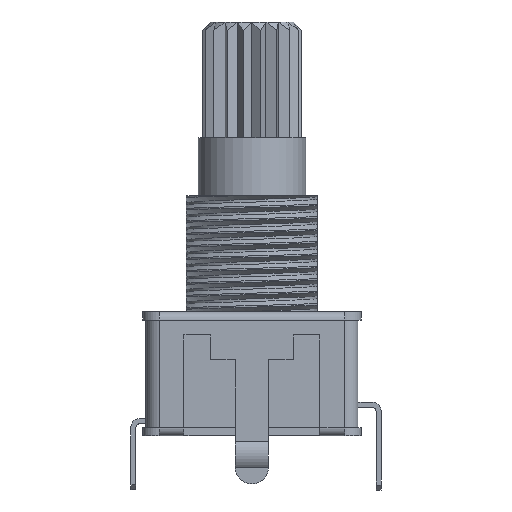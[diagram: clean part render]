
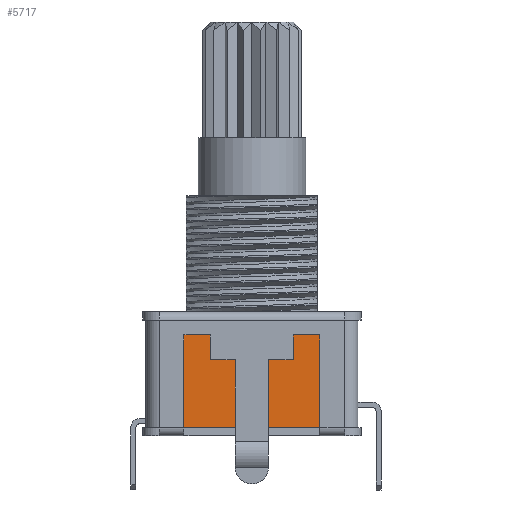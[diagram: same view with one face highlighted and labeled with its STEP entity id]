
A CAD part, left-side view. The second image highlights one B-rep face of the part: STEP entity #5717.
In plain terms, the highlighted planar face has unit normal (-1, 0, 0).
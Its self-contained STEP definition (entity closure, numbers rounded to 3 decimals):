
#730 = PLANE('',#731);
#731 = AXIS2_PLACEMENT_3D('',#732,#733,#734);
#732 = CARTESIAN_POINT('',(0.,0.25,
    0.513));
#733 = DIRECTION('',(0.,0.,1.));
#734 = DIRECTION('',(0.,-1.,0.));
#2548 = VERTEX_POINT('',#2549);
#2549 = CARTESIAN_POINT('',(-5.5,5.65,
    0.513));
#2564 = CYLINDRICAL_SURFACE('',#2565,1.);
#2565 = AXIS2_PLACEMENT_3D('',#2566,#2567,#2568);
#2566 = CARTESIAN_POINT('',(-4.5,5.65,
    7.013));
#2567 = DIRECTION('',(0.,0.,1.));
#2568 = DIRECTION('',(0.,-1.,0.));
#2785 = VERTEX_POINT('',#2786);
#2786 = CARTESIAN_POINT('',(-5.5,-5.35,
    0.513));
#2801 = CYLINDRICAL_SURFACE('',#2802,0.8);
#2802 = AXIS2_PLACEMENT_3D('',#2803,#2804,#2805);
#2803 = CARTESIAN_POINT('',(-4.7,-5.35,
    7.013));
#2804 = DIRECTION('',(0.,0.,-1.));
#2805 = DIRECTION('',(0.,1.,0.));
#2835 = EDGE_CURVE('',#2548,#2785,#2836,.T.);
#2836 = SURFACE_CURVE('',#2837,(#2841,#2848),.PCURVE_S1.);
#2837 = LINE('',#2838,#2839);
#2838 = CARTESIAN_POINT('',(-5.5,0.25,
    0.513));
#2839 = VECTOR('',#2840,1.);
#2840 = DIRECTION('',(0.,-1.,0.));
#2841 = PCURVE('',#730,#2842);
#2842 = DEFINITIONAL_REPRESENTATION('',(#2843),#2847);
#2843 = LINE('',#2844,#2845);
#2844 = CARTESIAN_POINT('',(0.,-5.5));
#2845 = VECTOR('',#2846,1.);
#2846 = DIRECTION('',(1.,0.));
#2847 = ( GEOMETRIC_REPRESENTATION_CONTEXT(2) 
PARAMETRIC_REPRESENTATION_CONTEXT() REPRESENTATION_CONTEXT('2D SPACE',''
  ) );
#2848 = PCURVE('',#2849,#2854);
#2849 = PLANE('',#2850);
#2850 = AXIS2_PLACEMENT_3D('',#2851,#2852,#2853);
#2851 = CARTESIAN_POINT('',(-5.5,-5.35,
    7.013));
#2852 = DIRECTION('',(-1.,0.,0.));
#2853 = DIRECTION('',(0.,-1.,0.));
#2854 = DEFINITIONAL_REPRESENTATION('',(#2855),#2859);
#2855 = LINE('',#2856,#2857);
#2856 = CARTESIAN_POINT('',(-5.6,-6.5));
#2857 = VECTOR('',#2858,1.);
#2858 = DIRECTION('',(1.,0.));
#2859 = ( GEOMETRIC_REPRESENTATION_CONTEXT(2) 
PARAMETRIC_REPRESENTATION_CONTEXT() REPRESENTATION_CONTEXT('2D SPACE',''
  ) );
#5258 = PLANE('',#5259);
#5259 = AXIS2_PLACEMENT_3D('',#5260,#5261,#5262);
#5260 = CARTESIAN_POINT('',(0.,0.25,
    7.013));
#5261 = DIRECTION('',(0.,0.,1.));
#5262 = DIRECTION('',(0.,-1.,0.));
#5584 = EDGE_CURVE('',#5585,#2548,#5587,.T.);
#5585 = VERTEX_POINT('',#5586);
#5586 = CARTESIAN_POINT('',(-5.5,5.65,
    7.013));
#5587 = SURFACE_CURVE('',#5588,(#5592,#5621),.PCURVE_S1.);
#5588 = LINE('',#5589,#5590);
#5589 = CARTESIAN_POINT('',(-5.5,5.65,
    7.013));
#5590 = VECTOR('',#5591,1.);
#5591 = DIRECTION('',(0.,0.,-1.));
#5592 = PCURVE('',#2564,#5593);
#5593 = DEFINITIONAL_REPRESENTATION('',(#5594),#5620);
#5594 = B_SPLINE_CURVE_WITH_KNOTS('',3,(#5595,#5596,#5597,#5598,#5599,
    #5600,#5601,#5602,#5603,#5604,#5605,#5606,#5607,#5608,#5609,#5610,
    #5611,#5612,#5613,#5614,#5615,#5616,#5617,#5618,#5619),
  .UNSPECIFIED.,.F.,.F.,(4,1,1,1,1,1,1,1,1,1,1,1,1,1,1,1,1,1,1,1,1,1,4),
  (0.,0.295,0.591,0.886,1.182,
    1.477,1.773,2.068,2.364,
    2.659,2.955,3.25,3.545,3.841,
    4.136,4.432,4.727,5.023,
    5.318,5.614,5.909,6.205,6.5),
  .QUASI_UNIFORM_KNOTS.);
#5595 = CARTESIAN_POINT('',(4.712,0.));
#5596 = CARTESIAN_POINT('',(4.712,-0.098));
#5597 = CARTESIAN_POINT('',(4.712,-0.295));
#5598 = CARTESIAN_POINT('',(4.712,-0.591));
#5599 = CARTESIAN_POINT('',(4.712,-0.886));
#5600 = CARTESIAN_POINT('',(4.712,-1.182));
#5601 = CARTESIAN_POINT('',(4.712,-1.477));
#5602 = CARTESIAN_POINT('',(4.712,-1.773));
#5603 = CARTESIAN_POINT('',(4.712,-2.068));
#5604 = CARTESIAN_POINT('',(4.712,-2.364));
#5605 = CARTESIAN_POINT('',(4.712,-2.659));
#5606 = CARTESIAN_POINT('',(4.712,-2.955));
#5607 = CARTESIAN_POINT('',(4.712,-3.25));
#5608 = CARTESIAN_POINT('',(4.712,-3.545));
#5609 = CARTESIAN_POINT('',(4.712,-3.841));
#5610 = CARTESIAN_POINT('',(4.712,-4.136));
#5611 = CARTESIAN_POINT('',(4.712,-4.432));
#5612 = CARTESIAN_POINT('',(4.712,-4.727));
#5613 = CARTESIAN_POINT('',(4.712,-5.023));
#5614 = CARTESIAN_POINT('',(4.712,-5.318));
#5615 = CARTESIAN_POINT('',(4.712,-5.614));
#5616 = CARTESIAN_POINT('',(4.712,-5.909));
#5617 = CARTESIAN_POINT('',(4.712,-6.205));
#5618 = CARTESIAN_POINT('',(4.712,-6.402));
#5619 = CARTESIAN_POINT('',(4.712,-6.5));
#5620 = ( GEOMETRIC_REPRESENTATION_CONTEXT(2) 
PARAMETRIC_REPRESENTATION_CONTEXT() REPRESENTATION_CONTEXT('2D SPACE',''
  ) );
#5621 = PCURVE('',#2849,#5622);
#5622 = DEFINITIONAL_REPRESENTATION('',(#5623),#5627);
#5623 = LINE('',#5624,#5625);
#5624 = CARTESIAN_POINT('',(-11.,0.));
#5625 = VECTOR('',#5626,1.);
#5626 = DIRECTION('',(0.,-1.));
#5627 = ( GEOMETRIC_REPRESENTATION_CONTEXT(2) 
PARAMETRIC_REPRESENTATION_CONTEXT() REPRESENTATION_CONTEXT('2D SPACE',''
  ) );
#5717 = ADVANCED_FACE('',(#5718),#2849,.T.);
#5718 = FACE_BOUND('',#5719,.T.);
#5719 = EDGE_LOOP('',(#5720,#5765,#5786,#5787));
#5720 = ORIENTED_EDGE('',*,*,#5721,.T.);
#5721 = EDGE_CURVE('',#2785,#5722,#5724,.T.);
#5722 = VERTEX_POINT('',#5723);
#5723 = CARTESIAN_POINT('',(-5.5,-5.35,
    7.013));
#5724 = SURFACE_CURVE('',#5725,(#5729,#5736),.PCURVE_S1.);
#5725 = LINE('',#5726,#5727);
#5726 = CARTESIAN_POINT('',(-5.5,-5.35,
    7.013));
#5727 = VECTOR('',#5728,1.);
#5728 = DIRECTION('',(0.,0.,1.));
#5729 = PCURVE('',#2849,#5730);
#5730 = DEFINITIONAL_REPRESENTATION('',(#5731),#5735);
#5731 = LINE('',#5732,#5733);
#5732 = CARTESIAN_POINT('',(0.,0.));
#5733 = VECTOR('',#5734,1.);
#5734 = DIRECTION('',(0.,1.));
#5735 = ( GEOMETRIC_REPRESENTATION_CONTEXT(2) 
PARAMETRIC_REPRESENTATION_CONTEXT() REPRESENTATION_CONTEXT('2D SPACE',''
  ) );
#5736 = PCURVE('',#2801,#5737);
#5737 = DEFINITIONAL_REPRESENTATION('',(#5738),#5764);
#5738 = B_SPLINE_CURVE_WITH_KNOTS('',3,(#5739,#5740,#5741,#5742,#5743,
    #5744,#5745,#5746,#5747,#5748,#5749,#5750,#5751,#5752,#5753,#5754,
    #5755,#5756,#5757,#5758,#5759,#5760,#5761,#5762,#5763),
  .UNSPECIFIED.,.F.,.F.,(4,1,1,1,1,1,1,1,1,1,1,1,1,1,1,1,1,1,1,1,1,1,4),
  (-6.5,-6.205,-5.909,-5.614,-5.318,
    -5.023,-4.727,-4.432,-4.136,
    -3.841,-3.545,-3.25,-2.955,
    -2.659,-2.364,-2.068,-1.773,
    -1.477,-1.182,-0.886,-0.591,
    -0.295,0.),.UNSPECIFIED.);
#5739 = CARTESIAN_POINT('',(4.712,6.5));
#5740 = CARTESIAN_POINT('',(4.712,6.402));
#5741 = CARTESIAN_POINT('',(4.712,6.205));
#5742 = CARTESIAN_POINT('',(4.712,5.909));
#5743 = CARTESIAN_POINT('',(4.712,5.614));
#5744 = CARTESIAN_POINT('',(4.712,5.318));
#5745 = CARTESIAN_POINT('',(4.712,5.023));
#5746 = CARTESIAN_POINT('',(4.712,4.727));
#5747 = CARTESIAN_POINT('',(4.712,4.432));
#5748 = CARTESIAN_POINT('',(4.712,4.136));
#5749 = CARTESIAN_POINT('',(4.712,3.841));
#5750 = CARTESIAN_POINT('',(4.712,3.545));
#5751 = CARTESIAN_POINT('',(4.712,3.25));
#5752 = CARTESIAN_POINT('',(4.712,2.955));
#5753 = CARTESIAN_POINT('',(4.712,2.659));
#5754 = CARTESIAN_POINT('',(4.712,2.364));
#5755 = CARTESIAN_POINT('',(4.712,2.068));
#5756 = CARTESIAN_POINT('',(4.712,1.773));
#5757 = CARTESIAN_POINT('',(4.712,1.477));
#5758 = CARTESIAN_POINT('',(4.712,1.182));
#5759 = CARTESIAN_POINT('',(4.712,0.886));
#5760 = CARTESIAN_POINT('',(4.712,0.591));
#5761 = CARTESIAN_POINT('',(4.712,0.295));
#5762 = CARTESIAN_POINT('',(4.712,0.098));
#5763 = CARTESIAN_POINT('',(4.712,0.));
#5764 = ( GEOMETRIC_REPRESENTATION_CONTEXT(2) 
PARAMETRIC_REPRESENTATION_CONTEXT() REPRESENTATION_CONTEXT('2D SPACE',''
  ) );
#5765 = ORIENTED_EDGE('',*,*,#5766,.T.);
#5766 = EDGE_CURVE('',#5722,#5585,#5767,.T.);
#5767 = SURFACE_CURVE('',#5768,(#5772,#5779),.PCURVE_S1.);
#5768 = LINE('',#5769,#5770);
#5769 = CARTESIAN_POINT('',(-5.5,-5.35,
    7.013));
#5770 = VECTOR('',#5771,1.);
#5771 = DIRECTION('',(0.,1.,0.));
#5772 = PCURVE('',#2849,#5773);
#5773 = DEFINITIONAL_REPRESENTATION('',(#5774),#5778);
#5774 = LINE('',#5775,#5776);
#5775 = CARTESIAN_POINT('',(0.,0.));
#5776 = VECTOR('',#5777,1.);
#5777 = DIRECTION('',(-1.,0.));
#5778 = ( GEOMETRIC_REPRESENTATION_CONTEXT(2) 
PARAMETRIC_REPRESENTATION_CONTEXT() REPRESENTATION_CONTEXT('2D SPACE',''
  ) );
#5779 = PCURVE('',#5258,#5780);
#5780 = DEFINITIONAL_REPRESENTATION('',(#5781),#5785);
#5781 = LINE('',#5782,#5783);
#5782 = CARTESIAN_POINT('',(5.6,-5.5));
#5783 = VECTOR('',#5784,1.);
#5784 = DIRECTION('',(-1.,0.));
#5785 = ( GEOMETRIC_REPRESENTATION_CONTEXT(2) 
PARAMETRIC_REPRESENTATION_CONTEXT() REPRESENTATION_CONTEXT('2D SPACE',''
  ) );
#5786 = ORIENTED_EDGE('',*,*,#5584,.T.);
#5787 = ORIENTED_EDGE('',*,*,#2835,.T.);
